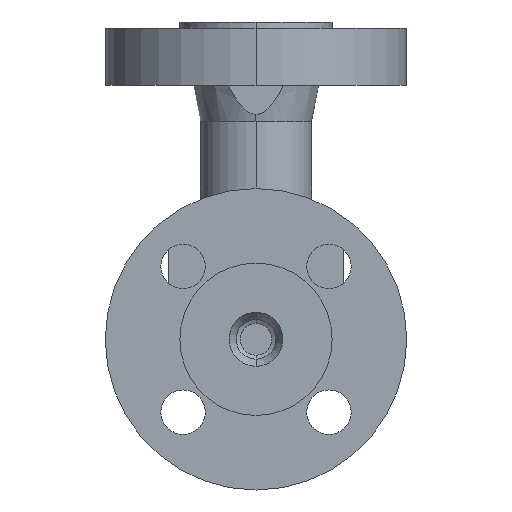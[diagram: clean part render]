
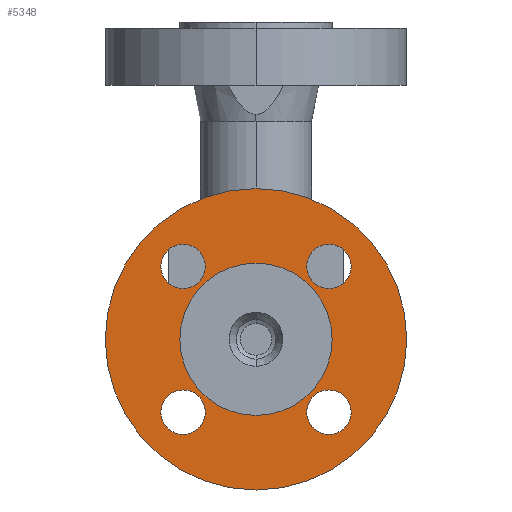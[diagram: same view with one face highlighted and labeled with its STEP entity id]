
A CAD part, front view. The second image highlights one B-rep face of the part: STEP entity #5348.
In plain terms, the highlighted planar face has unit normal (0, -1, 0).
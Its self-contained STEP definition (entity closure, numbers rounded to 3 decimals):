
#5081=CARTESIAN_POINT('',(0.,0.,0.));
#5082=DIRECTION('',(0.,1.,0.));
#5083=DIRECTION('',(0.,0.,-1.));
#5084=AXIS2_PLACEMENT_3D('',#5081,#5082,#5083);
#5086=CARTESIAN_POINT('',(0.,0.,0.));
#5087=DIRECTION('',(0.,-1.,0.));
#5088=DIRECTION('',(0.,0.,-1.));
#5089=AXIS2_PLACEMENT_3D('',#5086,#5087,#5088);
#5091=CARTESIAN_POINT('',(-22.981,0.,-22.981));
#5092=DIRECTION('',(0.,-1.,0.));
#5093=DIRECTION('',(1.,0.,0.));
#5094=AXIS2_PLACEMENT_3D('',#5091,#5092,#5093);
#5096=CARTESIAN_POINT('',(-22.981,0.,-22.981));
#5097=DIRECTION('',(0.,-1.,0.));
#5098=DIRECTION('',(-1.,0.,0.));
#5099=AXIS2_PLACEMENT_3D('',#5096,#5097,#5098);
#5101=CARTESIAN_POINT('',(-22.981,0.,22.981));
#5102=DIRECTION('',(0.,-1.,0.));
#5103=DIRECTION('',(1.,0.,0.));
#5104=AXIS2_PLACEMENT_3D('',#5101,#5102,#5103);
#5106=CARTESIAN_POINT('',(-22.981,0.,22.981));
#5107=DIRECTION('',(0.,-1.,0.));
#5108=DIRECTION('',(-1.,0.,0.));
#5109=AXIS2_PLACEMENT_3D('',#5106,#5107,#5108);
#5111=CARTESIAN_POINT('',(22.981,0.,22.981));
#5112=DIRECTION('',(0.,-1.,0.));
#5113=DIRECTION('',(1.,0.,0.));
#5114=AXIS2_PLACEMENT_3D('',#5111,#5112,#5113);
#5116=CARTESIAN_POINT('',(22.981,0.,22.981));
#5117=DIRECTION('',(0.,-1.,0.));
#5118=DIRECTION('',(-1.,0.,0.));
#5119=AXIS2_PLACEMENT_3D('',#5116,#5117,#5118);
#5121=CARTESIAN_POINT('',(22.981,0.,-22.981));
#5122=DIRECTION('',(0.,-1.,0.));
#5123=DIRECTION('',(1.,0.,0.));
#5124=AXIS2_PLACEMENT_3D('',#5121,#5122,#5123);
#5126=CARTESIAN_POINT('',(22.981,0.,-22.981));
#5127=DIRECTION('',(0.,-1.,0.));
#5128=DIRECTION('',(-1.,0.,0.));
#5129=AXIS2_PLACEMENT_3D('',#5126,#5127,#5128);
#5131=CARTESIAN_POINT('',(0.,0.,0.));
#5132=DIRECTION('',(0.,-1.,0.));
#5133=DIRECTION('',(0.,0.,-1.));
#5134=AXIS2_PLACEMENT_3D('',#5131,#5132,#5133);
#5144=CARTESIAN_POINT('',(0.,0.,0.));
#5145=DIRECTION('',(0.,1.,0.));
#5146=DIRECTION('',(0.,0.,-1.));
#5147=AXIS2_PLACEMENT_3D('',#5144,#5145,#5146);
#5232=CARTESIAN_POINT('',(0.,0.,-24.));
#5234=VERTEX_POINT('',#5232);
#5235=CARTESIAN_POINT('',(0.,0.,-47.5));
#5237=VERTEX_POINT('',#5235);
#5240=CARTESIAN_POINT('',(0.,0.,24.));
#5242=VERTEX_POINT('',#5240);
#5243=CARTESIAN_POINT('',(0.,0.,47.5));
#5245=VERTEX_POINT('',#5243);
#5247=CARTESIAN_POINT('',(-15.981,0.,-22.981));
#5248=CARTESIAN_POINT('',(-29.981,0.,-22.981));
#5249=VERTEX_POINT('',#5247);
#5250=VERTEX_POINT('',#5248);
#5255=CARTESIAN_POINT('',(-15.981,0.,22.981));
#5256=CARTESIAN_POINT('',(-29.981,0.,22.981));
#5257=VERTEX_POINT('',#5255);
#5258=VERTEX_POINT('',#5256);
#5263=CARTESIAN_POINT('',(29.981,0.,22.981));
#5264=CARTESIAN_POINT('',(15.981,0.,22.981));
#5265=VERTEX_POINT('',#5263);
#5266=VERTEX_POINT('',#5264);
#5271=CARTESIAN_POINT('',(29.981,0.,-22.981));
#5272=CARTESIAN_POINT('',(15.981,0.,-22.981));
#5273=VERTEX_POINT('',#5271);
#5274=VERTEX_POINT('',#5272);
#5309=CARTESIAN_POINT('',(0.,0.,0.));
#5310=DIRECTION('',(0.,-1.,0.));
#5311=DIRECTION('',(0.,0.,1.));
#5312=AXIS2_PLACEMENT_3D('',#5309,#5310,#5311);
#5313=PLANE('',#5312);
#5315=ORIENTED_EDGE('',*,*,#5314,.F.);
#5317=ORIENTED_EDGE('',*,*,#5316,.T.);
#5318=EDGE_LOOP('',(#5315,#5317));
#5319=FACE_OUTER_BOUND('',#5318,.F.);
#5320=ORIENTED_EDGE('',*,*,#5301,.F.);
#5321=ORIENTED_EDGE('',*,*,#5290,.T.);
#5322=EDGE_LOOP('',(#5320,#5321));
#5323=FACE_BOUND('',#5322,.F.);
#5325=ORIENTED_EDGE('',*,*,#5324,.T.);
#5327=ORIENTED_EDGE('',*,*,#5326,.T.);
#5328=EDGE_LOOP('',(#5325,#5327));
#5329=FACE_BOUND('',#5328,.F.);
#5331=ORIENTED_EDGE('',*,*,#5330,.T.);
#5333=ORIENTED_EDGE('',*,*,#5332,.T.);
#5334=EDGE_LOOP('',(#5331,#5333));
#5335=FACE_BOUND('',#5334,.F.);
#5337=ORIENTED_EDGE('',*,*,#5336,.T.);
#5339=ORIENTED_EDGE('',*,*,#5338,.T.);
#5340=EDGE_LOOP('',(#5337,#5339));
#5341=FACE_BOUND('',#5340,.F.);
#5343=ORIENTED_EDGE('',*,*,#5342,.T.);
#5345=ORIENTED_EDGE('',*,*,#5344,.T.);
#5346=EDGE_LOOP('',(#5343,#5345));
#5347=FACE_BOUND('',#5346,.F.);
#5348=ADVANCED_FACE('',(#5319,#5323,#5329,#5335,#5341,#5347),#5313,.T.);
#5085=CIRCLE('',#5084,24.);
#5090=CIRCLE('',#5089,24.);
#5095=CIRCLE('',#5094,7.);
#5100=CIRCLE('',#5099,7.);
#5105=CIRCLE('',#5104,7.);
#5110=CIRCLE('',#5109,7.);
#5115=CIRCLE('',#5114,7.);
#5120=CIRCLE('',#5119,7.);
#5125=CIRCLE('',#5124,7.);
#5130=CIRCLE('',#5129,7.);
#5135=CIRCLE('',#5134,47.5);
#5148=CIRCLE('',#5147,47.5);
#5290=EDGE_CURVE('',#5234,#5242,#5090,.T.);
#5301=EDGE_CURVE('',#5234,#5242,#5085,.T.);
#5314=EDGE_CURVE('',#5237,#5245,#5135,.T.);
#5316=EDGE_CURVE('',#5237,#5245,#5148,.T.);
#5324=EDGE_CURVE('',#5249,#5250,#5095,.T.);
#5326=EDGE_CURVE('',#5250,#5249,#5100,.T.);
#5330=EDGE_CURVE('',#5257,#5258,#5105,.T.);
#5332=EDGE_CURVE('',#5258,#5257,#5110,.T.);
#5336=EDGE_CURVE('',#5265,#5266,#5115,.T.);
#5338=EDGE_CURVE('',#5266,#5265,#5120,.T.);
#5342=EDGE_CURVE('',#5273,#5274,#5125,.T.);
#5344=EDGE_CURVE('',#5274,#5273,#5130,.T.);
